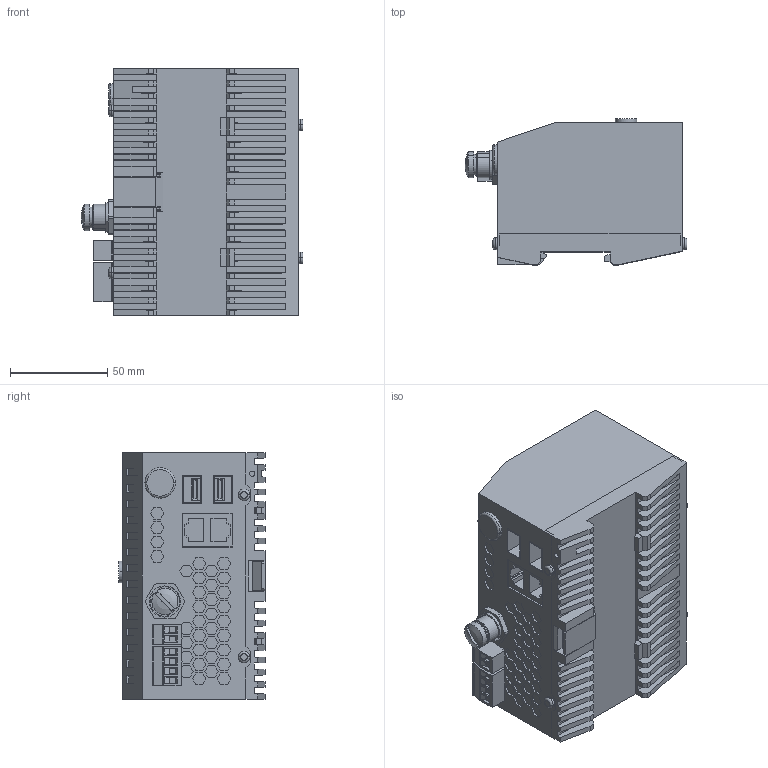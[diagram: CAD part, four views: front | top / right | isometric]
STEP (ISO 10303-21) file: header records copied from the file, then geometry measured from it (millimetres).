
FILE_DESCRIPTION(('SolidDesigner STEP Export'),'2;1');
FILE_NAME('2700197_FL_MGUARD_GT_GT-select.stp','2013-01-14T11:32:20',(''),(''),'Creo Elements/Direct Modeling STEP processor for AP214 (Solid Model)','Creo Elements/Direct Modeling 18.1 06-May-2012 (C) Parametric Technology GmbH','');
FILE_SCHEMA(('AUTOMOTIVE_DESIGN { 1 0 10303 214 1 1 1 1 }'));
Products named in the file (4): FL_SWITCH_2GT_2SFP; MSTBT_2.5_2_ST_H.Select; MSTBT_2.5_4-ST_H.Select; 2700197_FL_MGUARD_GT_GT-select
Assembly tree (3 placements, depth 2):
  2700197_FL_MGUARD_GT_GT-select
    MSTBT_2.5_4-ST_H.Select
    MSTBT_2.5_2_ST_H.Select
    FL_SWITCH_2GT_2SFP
Bounding box: 114.12 x 75.1 x 127 mm (x, y, z)
Volume: 790784.8 mm3; surface area: 82676.5 mm2
Topology: 3 solids, 3 shells, 2220 faces, 5826 edges, 3880 vertices
Faces by surface type: plane 2019, cylinder 188, torus 10, sphere 2, cone 1
Entity records: 82779 total; most frequent: CARTESIAN_POINT 11745, ORIENTED_EDGE 11652, DIRECTION 10163, EDGE_CURVE 5826, VECTOR 5337, LINE 5337, VERTEX_POINT 3880, EDGE_LOOP 2490
